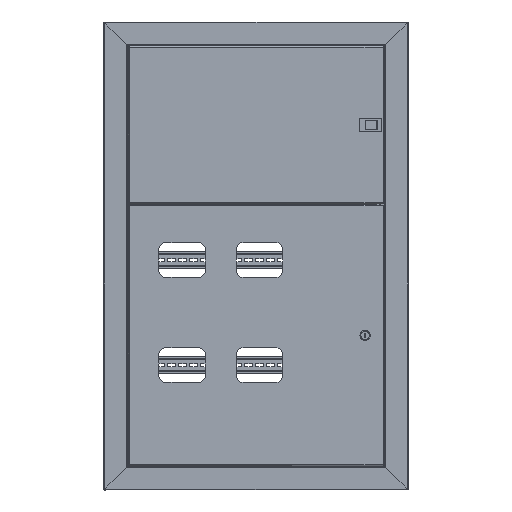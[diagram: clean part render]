
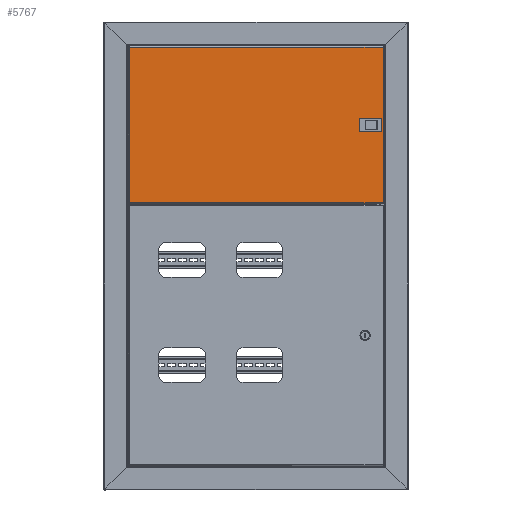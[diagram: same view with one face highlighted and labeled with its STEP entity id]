
A CAD part, top view. The second image highlights one B-rep face of the part: STEP entity #5767.
In plain terms, the highlighted planar face has unit normal (0, 0, 1).
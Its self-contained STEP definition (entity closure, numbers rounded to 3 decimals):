
#200 = LINE ( 'NONE', #1180, #29131 ) ;
#494 = CARTESIAN_POINT ( 'NONE',  ( 1.7, 1.7, 0. ) ) ;
#1180 = CARTESIAN_POINT ( 'NONE',  ( 334.993, 544., 0. ) ) ;
#2188 = EDGE_CURVE ( 'NONE', #12925, #27800, #37516, .T. ) ;
#2256 = DIRECTION ( 'NONE',  ( 1., 0., 0. ) ) ;
#2347 = VERTEX_POINT ( 'NONE', #5999 ) ;
#3010 = ORIENTED_EDGE ( 'NONE', *, *, #11842, .F. ) ;
#3409 = EDGE_LOOP ( 'NONE', ( #5808, #38259, #38367, #32469 ) ) ;
#3447 = EDGE_CURVE ( 'NONE', #37731, #29321, #14071, .T. ) ;
#3646 = LINE ( 'NONE', #494, #19133 ) ;
#3847 = CARTESIAN_POINT ( 'NONE',  ( 155.2, 48.5, 0. ) ) ;
#5702 = CARTESIAN_POINT ( 'NONE',  ( 334.7, 544., 0. ) ) ;
#5767 = ADVANCED_FACE ( 'NONE', ( #15953, #22754 ), #7807, .F. ) ;
#5808 = ORIENTED_EDGE ( 'NONE', *, *, #29769, .T. ) ;
#5999 = CARTESIAN_POINT ( 'NONE',  ( 334.7, 1.7, 0. ) ) ;
#6874 = EDGE_CURVE ( 'NONE', #26026, #12925, #200, .T. ) ;
#6943 = ORIENTED_EDGE ( 'NONE', *, *, #3447, .F. ) ;
#7807 = PLANE ( 'NONE',  #11102 ) ;
#8706 = DIRECTION ( 'NONE',  ( 0., -1., 0. ) ) ;
#10807 = CARTESIAN_POINT ( 'NONE',  ( 1.7, 1.7, 0. ) ) ;
#11102 = AXIS2_PLACEMENT_3D ( 'NONE', #16688, #28867, #19830 ) ;
#11278 = DIRECTION ( 'NONE',  ( -1., 0., 0. ) ) ;
#11391 = CARTESIAN_POINT ( 'NONE',  ( 181.2, 48.5, 0. ) ) ;
#11556 = VECTOR ( 'NONE', #23139, 1000. ) ;
#11782 = CARTESIAN_POINT ( 'NONE',  ( 155.2, 10., 0. ) ) ;
#11842 = EDGE_CURVE ( 'NONE', #33228, #37731, #19958, .T. ) ;
#12925 = VERTEX_POINT ( 'NONE', #37971 ) ;
#14071 = LINE ( 'NONE', #32156, #29203 ) ;
#14440 = CARTESIAN_POINT ( 'NONE',  ( 155.2, 48.5, 0. ) ) ;
#15953 = FACE_BOUND ( 'NONE', #36973, .T. ) ;
#16470 = CARTESIAN_POINT ( 'NONE',  ( 1.7, 544.293, 0. ) ) ;
#16688 = CARTESIAN_POINT ( 'NONE',  ( 0., 545.7, 0. ) ) ;
#16740 = EDGE_CURVE ( 'NONE', #2347, #26026, #29068, .T. ) ;
#16882 = DIRECTION ( 'NONE',  ( 0., 1., 0. ) ) ;
#16926 = LINE ( 'NONE', #11391, #23437 ) ;
#16973 = VECTOR ( 'NONE', #16882, 1000. ) ;
#19133 = VECTOR ( 'NONE', #29838, 1000. ) ;
#19548 = LINE ( 'NONE', #31770, #19708 ) ;
#19654 = VECTOR ( 'NONE', #8706, 1000. ) ;
#19708 = VECTOR ( 'NONE', #11278, 1000. ) ;
#19830 = DIRECTION ( 'NONE',  ( -1., 0., 0. ) ) ;
#19958 = LINE ( 'NONE', #14440, #19654 ) ;
#20590 = CARTESIAN_POINT ( 'NONE',  ( 334.7, 0., 0. ) ) ;
#22754 = FACE_OUTER_BOUND ( 'NONE', #3409, .T. ) ;
#23139 = DIRECTION ( 'NONE',  ( 0., -1., 0. ) ) ;
#23437 = VECTOR ( 'NONE', #38338, 1000. ) ;
#26026 = VERTEX_POINT ( 'NONE', #5702 ) ;
#27800 = VERTEX_POINT ( 'NONE', #10807 ) ;
#28543 = DIRECTION ( 'NONE',  ( -1., 0., 0. ) ) ;
#28867 = DIRECTION ( 'NONE',  ( 0., 0., -1. ) ) ;
#29068 = LINE ( 'NONE', #20590, #16973 ) ;
#29131 = VECTOR ( 'NONE', #28543, 1000. ) ;
#29203 = VECTOR ( 'NONE', #2256, 1000. ) ;
#29321 = VERTEX_POINT ( 'NONE', #36201 ) ;
#29769 = EDGE_CURVE ( 'NONE', #27800, #2347, #3646, .T. ) ;
#29838 = DIRECTION ( 'NONE',  ( 1., 0., 0. ) ) ;
#31770 = CARTESIAN_POINT ( 'NONE',  ( 155.2, 48.5, 0. ) ) ;
#32156 = CARTESIAN_POINT ( 'NONE',  ( 155.2, 10., 0. ) ) ;
#32469 = ORIENTED_EDGE ( 'NONE', *, *, #2188, .T. ) ;
#33228 = VERTEX_POINT ( 'NONE', #3847 ) ;
#33658 = ORIENTED_EDGE ( 'NONE', *, *, #37822, .F. ) ;
#34360 = VERTEX_POINT ( 'NONE', #36872 ) ;
#35281 = ORIENTED_EDGE ( 'NONE', *, *, #38297, .F. ) ;
#36201 = CARTESIAN_POINT ( 'NONE',  ( 181.2, 10., 0. ) ) ;
#36872 = CARTESIAN_POINT ( 'NONE',  ( 181.2, 48.5, 0. ) ) ;
#36973 = EDGE_LOOP ( 'NONE', ( #6943, #3010, #35281, #33658 ) ) ;
#37516 = LINE ( 'NONE', #16470, #11556 ) ;
#37731 = VERTEX_POINT ( 'NONE', #11782 ) ;
#37822 = EDGE_CURVE ( 'NONE', #29321, #34360, #16926, .T. ) ;
#37971 = CARTESIAN_POINT ( 'NONE',  ( 1.7, 544., 0. ) ) ;
#38259 = ORIENTED_EDGE ( 'NONE', *, *, #16740, .T. ) ;
#38297 = EDGE_CURVE ( 'NONE', #34360, #33228, #19548, .T. ) ;
#38338 = DIRECTION ( 'NONE',  ( 0., 1., 0. ) ) ;
#38367 = ORIENTED_EDGE ( 'NONE', *, *, #6874, .T. ) ;
